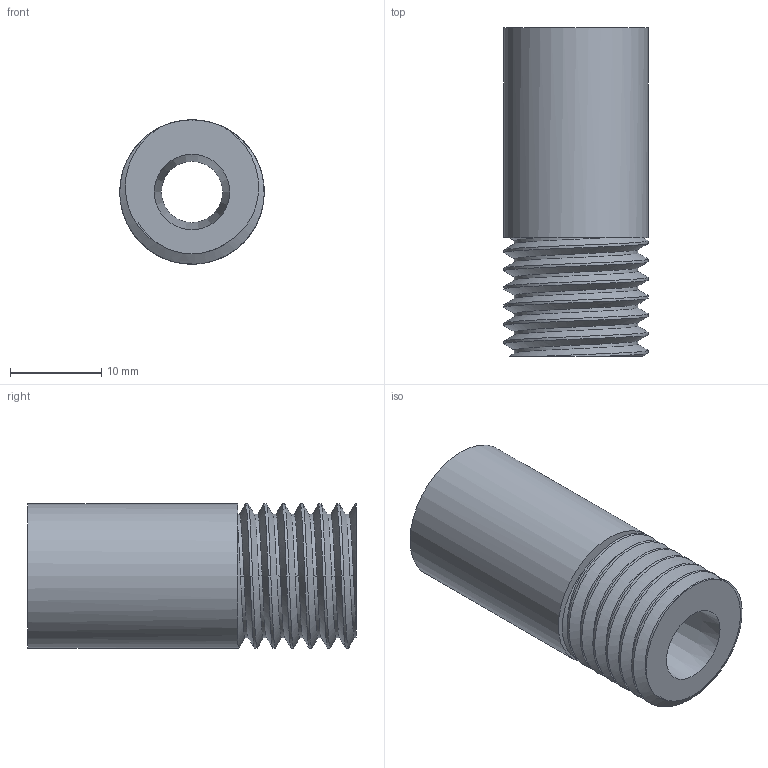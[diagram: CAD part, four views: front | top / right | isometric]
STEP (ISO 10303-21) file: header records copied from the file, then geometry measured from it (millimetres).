
FILE_DESCRIPTION(/* description */ (''),/* implementation_level */ '2;1');
FILE_NAME(/* name */ 'Mic Insert v3.step',/* time_stamp */ '2020-05-18T10:16:14-06:00',/* author */ (''),/* organization */ (''),/* preprocessor_version */ 'ST-DEVELOPER v18.1',/* originating_system */ 'Autodesk Translation Framework v9.3.0.1241',/* authorisation */ '');
FILE_SCHEMA (('AUTOMOTIVE_DESIGN { 1 0 10303 214 3 1 1 }'));
Length unit declared in the file: millimetre
Products named in the file (1): (Unsaved)
Bounding box: 15.82 x 36 x 15.82 mm (x, y, z)
Volume: 4897.7 mm3; surface area: 3345.9 mm2
Topology: 1 solids, 1 shells, 23 faces, 60 edges, 40 vertices
Faces by surface type: cylinder 16, plane 4, bspline 2, cone 1
Full cylindrical faces by diameter (mm): 8.2 x1, 13.534 x6, 15.822 x6
Entity records: 2568 total; most frequent: CARTESIAN_POINT 2025, ORIENTED_EDGE 120, DIRECTION 80, EDGE_CURVE 60, VERTEX_POINT 40, B_SPLINE_CURVE_WITH_KNOTS 34, AXIS2_PLACEMENT_3D 32, EDGE_LOOP 26
